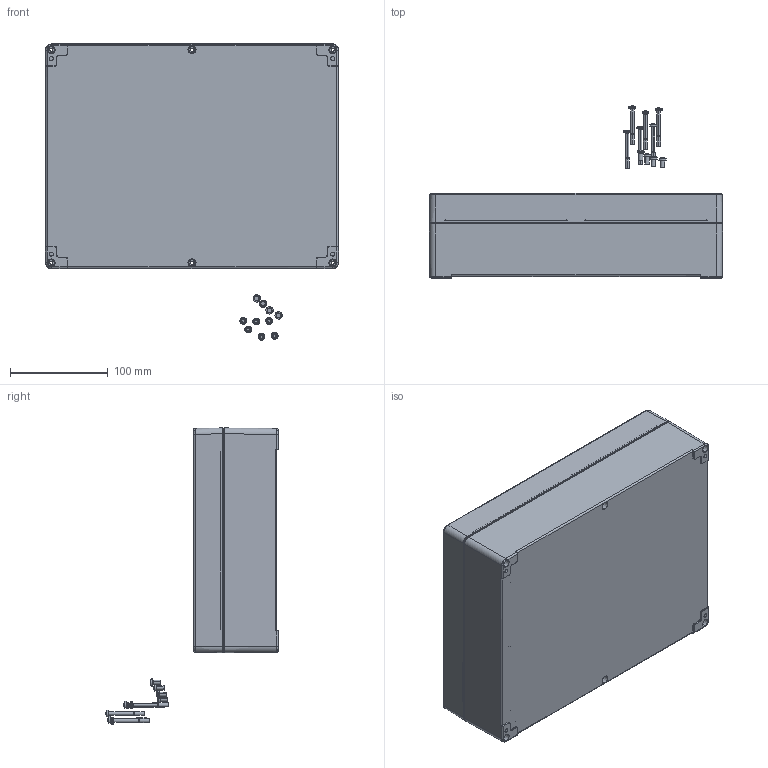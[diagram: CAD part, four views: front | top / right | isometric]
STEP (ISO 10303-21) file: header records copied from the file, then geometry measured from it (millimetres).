
FILE_DESCRIPTION (( 'STEP AP214' ), '1' );
FILE_NAME ('33233009.STEP', '2008-10-01T13:01:36', ( ' ' ), ( '' ), 'SwSTEP 2.0', 'SolidWorks 2008', '' );
FILE_SCHEMA (( 'AUTOMOTIVE_DESIGN' ));
Length unit declared in the file: millimetre
Products named in the file (9): 93214_WN1442 D4,5x7,8; 5200.012.0_Standard; 31891_Standard; 33233009; 82002_im Deckel eingebaut; 31090-Einpressbuchse_Standard; 51014_Standard; 34891_Standard
Assembly tree (21 placements, depth 3):
  33233009
    31891_Standard
      31090-Einpressbuchse_Standard  x6
      31891_Standard
    51014_Standard
      5200.012.0_Standard  x6
      93214_WN1442 D4,5x7,8  x4
    34891_Standard
    82002_im Deckel eingebaut
Bounding box: 300 x 176.28 x 302.99 mm (x, y, z)
Volume: 778153.6 mm3; surface area: 481397.9 mm2
Topology: 19 solids, 19 shells, 2193 faces, 5352 edges, 3243 vertices
Faces by surface type: plane 827, bspline 414, cylinder 375, cone 320, torus 241, sphere 16
Entity records: 61982 total; most frequent: CARTESIAN_POINT 28768, ORIENTED_EDGE 7324, DIRECTION 6400, EDGE_CURVE 3662, AXIS2_PLACEMENT_3D 2497, VERTEX_POINT 2181, EDGE_LOOP 1655, ADVANCED_FACE 1557
